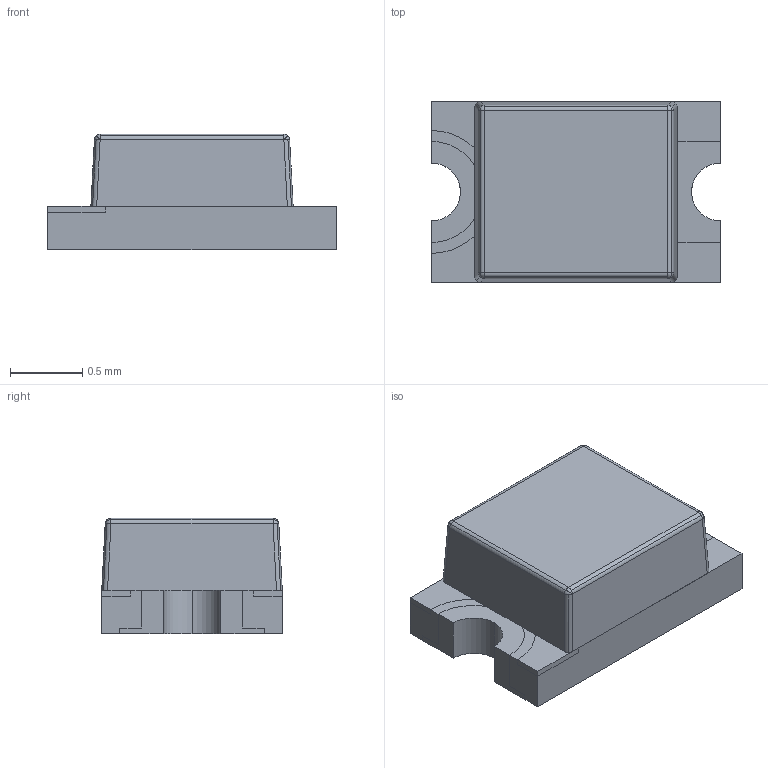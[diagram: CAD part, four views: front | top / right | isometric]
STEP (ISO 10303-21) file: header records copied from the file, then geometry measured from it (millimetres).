
FILE_DESCRIPTION (( 'STEP AP214' ), '1' );
FILE_NAME ('Diode Wurth Electronics (yellow).STEP', '2022-10-12T12:09:08', ( '' ), ( '' ), 'SwSTEP 2.0', 'SolidWorks 2021', '' );
FILE_SCHEMA (( 'AUTOMOTIVE_DESIGN' ));
Length unit declared in the file: millimetre
Products named in the file (7): Diode Wurth Electronics (yellow); marking.STEP; Mark2.STEP; cover.STEP; base_2.STEP; housing.STEP; base.STEP
Assembly tree (7 placements, depth 2):
  Diode Wurth Electronics (yellow)
    base.STEP
    cover.STEP
    housing.STEP
    marking.STEP  x2
    base_2.STEP
    Mark2.STEP
Bounding box: 2 x 1.25 x 0.8 mm (x, y, z)
Volume: 1.5 mm3; surface area: 15.8 mm2
Topology: 7 solids, 7 shells, 103 faces, 252 edges, 164 vertices
Faces by surface type: plane 67, cylinder 28, sphere 8
Entity records: 3150 total; most frequent: CARTESIAN_POINT 527, DIRECTION 504, ORIENTED_EDGE 480, EDGE_CURVE 240, VECTOR 174, LINE 174, AXIS2_PLACEMENT_3D 165, VERTEX_POINT 156
